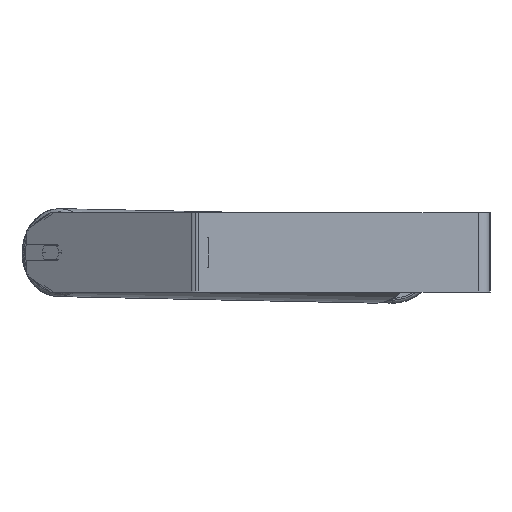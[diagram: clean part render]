
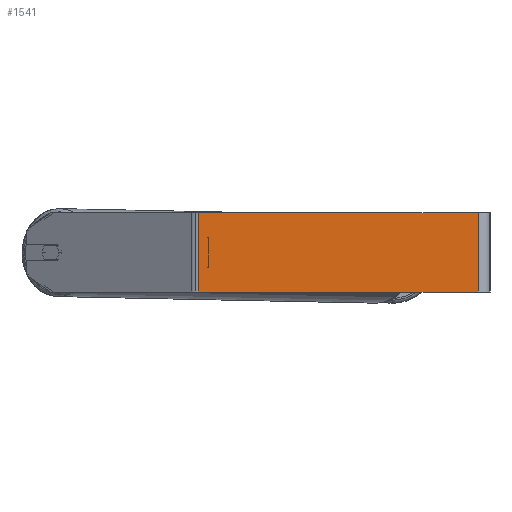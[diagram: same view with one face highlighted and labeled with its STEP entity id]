
A CAD part, left-side view. The second image highlights one B-rep face of the part: STEP entity #1541.
In plain terms, the highlighted planar face has unit normal (-1, 0, 0).
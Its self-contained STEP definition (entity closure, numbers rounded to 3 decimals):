
#275 = DIRECTION ( 'NONE',  ( 0., 0., -1. ) ) ;
#390 = LINE ( 'NONE', #7157, #2286 ) ;
#658 = VERTEX_POINT ( 'NONE', #7449 ) ;
#769 = EDGE_CURVE ( 'NONE', #2902, #5418, #1563, .T. ) ;
#1186 = FACE_OUTER_BOUND ( 'NONE', #1903, .T. ) ;
#1320 = DIRECTION ( 'NONE',  ( 1., 0., 0. ) ) ;
#1383 = EDGE_CURVE ( 'NONE', #6614, #5418, #390, .T. ) ;
#1541 = ADVANCED_FACE ( 'NONE', ( #1186 ), #3224, .F. ) ;
#1563 = LINE ( 'NONE', #8328, #4861 ) ;
#1903 = EDGE_LOOP ( 'NONE', ( #5673, #8127, #6452, #6899 ) ) ;
#2286 = VECTOR ( 'NONE', #5164, 1000. ) ;
#2376 = EDGE_CURVE ( 'NONE', #658, #6614, #2797, .T. ) ;
#2797 = LINE ( 'NONE', #2965, #8317 ) ;
#2902 = VERTEX_POINT ( 'NONE', #4455 ) ;
#2965 = CARTESIAN_POINT ( 'NONE',  ( -900., 294.85, 40. ) ) ;
#3224 = PLANE ( 'NONE',  #4558 ) ;
#3787 = VECTOR ( 'NONE', #6091, 1000. ) ;
#4455 = CARTESIAN_POINT ( 'NONE',  ( -900., 12., 40. ) ) ;
#4558 = AXIS2_PLACEMENT_3D ( 'NONE', #4679, #1320, #6532 ) ;
#4679 = CARTESIAN_POINT ( 'NONE',  ( -900., 298.634, 40. ) ) ;
#4811 = CARTESIAN_POINT ( 'NONE',  ( -900., 298.634, 40. ) ) ;
#4861 = VECTOR ( 'NONE', #275, 1000. ) ;
#5164 = DIRECTION ( 'NONE',  ( 0., -1., 0. ) ) ;
#5418 = VERTEX_POINT ( 'NONE', #7455 ) ;
#5615 = DIRECTION ( 'NONE',  ( 0., 0., -1. ) ) ;
#5673 = ORIENTED_EDGE ( 'NONE', *, *, #1383, .T. ) ;
#6091 = DIRECTION ( 'NONE',  ( 0., -1., 0. ) ) ;
#6452 = ORIENTED_EDGE ( 'NONE', *, *, #8646, .F. ) ;
#6532 = DIRECTION ( 'NONE',  ( 0., 0., -1. ) ) ;
#6614 = VERTEX_POINT ( 'NONE', #8705 ) ;
#6899 = ORIENTED_EDGE ( 'NONE', *, *, #2376, .T. ) ;
#7157 = CARTESIAN_POINT ( 'NONE',  ( -900., 298.634, -40. ) ) ;
#7449 = CARTESIAN_POINT ( 'NONE',  ( -900., 294.85, 40. ) ) ;
#7455 = CARTESIAN_POINT ( 'NONE',  ( -900., 12., -40. ) ) ;
#8127 = ORIENTED_EDGE ( 'NONE', *, *, #769, .F. ) ;
#8172 = LINE ( 'NONE', #4811, #3787 ) ;
#8317 = VECTOR ( 'NONE', #5615, 1000. ) ;
#8328 = CARTESIAN_POINT ( 'NONE',  ( -900., 12., 40. ) ) ;
#8646 = EDGE_CURVE ( 'NONE', #658, #2902, #8172, .T. ) ;
#8705 = CARTESIAN_POINT ( 'NONE',  ( -900., 294.85, -40. ) ) ;
